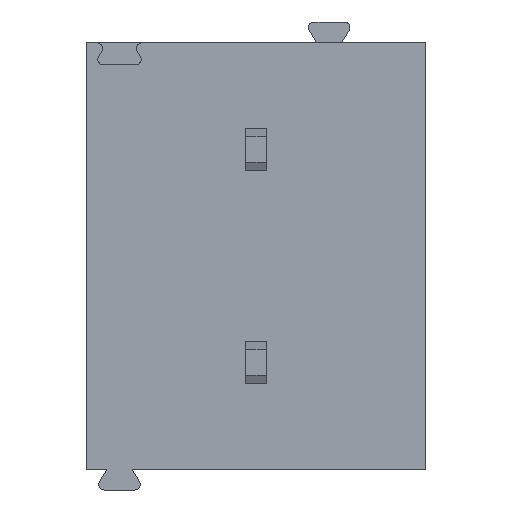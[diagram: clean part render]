
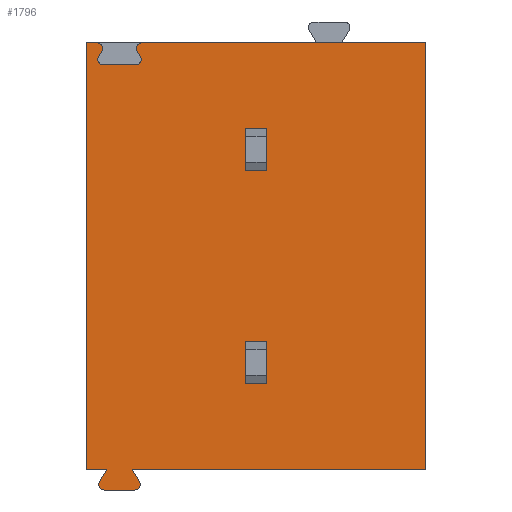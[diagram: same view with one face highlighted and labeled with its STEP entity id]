
A CAD part, front view. The second image highlights one B-rep face of the part: STEP entity #1796.
In plain terms, the highlighted planar face has unit normal (0, -1, 0).
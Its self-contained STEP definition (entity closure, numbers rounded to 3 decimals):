
#21=DIRECTION('',(1.,0.,0.));
#22=VECTOR('',#21,0.26);
#23=CARTESIAN_POINT('',(-4.05,-5.,7.62));
#24=LINE('',#23,#22);
#80=DIRECTION('',(1.,0.,0.));
#81=VECTOR('',#80,6.77);
#82=CARTESIAN_POINT('',(-2.72,-5.,7.62));
#83=LINE('',#82,#81);
#124=DIRECTION('',(-0.5,0.,0.866));
#125=VECTOR('',#124,0.15);
#126=CARTESIAN_POINT('',(-2.757,-5.,7.295));
#127=LINE('',#126,#125);
#128=CARTESIAN_POINT('',(-2.72,-5.,7.49));
#129=DIRECTION('',(0.,-1.,0.));
#130=DIRECTION('',(0.,0.,1.));
#131=AXIS2_PLACEMENT_3D('',#128,#129,#130);
#133=DIRECTION('',(-0.5,0.,0.866));
#134=VECTOR('',#133,0.352);
#135=CARTESIAN_POINT('',(-2.779,-5.,-2.845));
#136=LINE('',#135,#134);
#137=CARTESIAN_POINT('',(-2.891,-5.,-2.91));
#138=DIRECTION('',(0.,-1.,0.));
#139=DIRECTION('',(0.,0.,-1.));
#140=AXIS2_PLACEMENT_3D('',#137,#138,#139);
#142=DIRECTION('',(1.,0.,0.));
#143=VECTOR('',#142,0.727);
#144=CARTESIAN_POINT('',(-3.619,-5.,-3.04));
#145=LINE('',#144,#143);
#146=CARTESIAN_POINT('',(-3.619,-5.,-2.91));
#147=DIRECTION('',(0.,-1.,0.));
#148=DIRECTION('',(-0.866,0.,0.5));
#149=AXIS2_PLACEMENT_3D('',#146,#147,#148);
#151=DIRECTION('',(-0.5,0.,-0.866));
#152=VECTOR('',#151,0.352);
#153=CARTESIAN_POINT('',(-3.555,-5.,-2.54));
#154=LINE('',#153,#152);
#155=DIRECTION('',(0.,0.,-1.));
#156=VECTOR('',#155,10.16);
#157=CARTESIAN_POINT('',(-4.05,-5.,7.62));
#158=LINE('',#157,#156);
#159=CARTESIAN_POINT('',(-3.79,-5.,7.49));
#160=DIRECTION('',(0.,-1.,0.));
#161=DIRECTION('',(0.866,0.,-0.5));
#162=AXIS2_PLACEMENT_3D('',#159,#160,#161);
#164=DIRECTION('',(-0.5,0.,-0.866));
#165=VECTOR('',#164,0.15);
#166=CARTESIAN_POINT('',(-3.678,-5.,7.425));
#167=LINE('',#166,#165);
#168=CARTESIAN_POINT('',(-3.64,-5.,7.23));
#169=DIRECTION('',(0.,-1.,0.));
#170=DIRECTION('',(-0.866,0.,0.5));
#171=AXIS2_PLACEMENT_3D('',#168,#169,#170);
#173=DIRECTION('',(1.,0.,0.));
#174=VECTOR('',#173,0.77);
#175=CARTESIAN_POINT('',(-3.64,-5.,7.1));
#176=LINE('',#175,#174);
#177=CARTESIAN_POINT('',(-2.87,-5.,7.23));
#178=DIRECTION('',(0.,-1.,0.));
#179=DIRECTION('',(0.,0.,-1.));
#180=AXIS2_PLACEMENT_3D('',#177,#178,#179);
#182=DIRECTION('',(1.,0.,0.));
#183=VECTOR('',#182,0.505);
#184=CARTESIAN_POINT('',(-0.248,-5.,-0.5));
#185=LINE('',#184,#183);
#186=DIRECTION('',(0.,0.,1.));
#187=VECTOR('',#186,1.);
#188=CARTESIAN_POINT('',(0.256,-5.,-0.5));
#189=LINE('',#188,#187);
#190=DIRECTION('',(1.,0.,0.));
#191=VECTOR('',#190,0.505);
#192=CARTESIAN_POINT('',(-0.248,-5.,0.5));
#193=LINE('',#192,#191);
#194=DIRECTION('',(0.,0.,1.));
#195=VECTOR('',#194,1.);
#196=CARTESIAN_POINT('',(-0.248,-5.,-0.5));
#197=LINE('',#196,#195);
#198=DIRECTION('',(1.,0.,0.));
#199=VECTOR('',#198,0.505);
#200=CARTESIAN_POINT('',(-0.248,-5.,4.58));
#201=LINE('',#200,#199);
#202=DIRECTION('',(0.,0.,1.));
#203=VECTOR('',#202,1.);
#204=CARTESIAN_POINT('',(0.256,-5.,4.58));
#205=LINE('',#204,#203);
#206=DIRECTION('',(1.,0.,0.));
#207=VECTOR('',#206,0.505);
#208=CARTESIAN_POINT('',(-0.248,-5.,5.58));
#209=LINE('',#208,#207);
#210=DIRECTION('',(0.,0.,1.));
#211=VECTOR('',#210,1.);
#212=CARTESIAN_POINT('',(-0.248,-5.,4.58));
#213=LINE('',#212,#211);
#234=DIRECTION('',(0.,0.,-1.));
#235=VECTOR('',#234,10.16);
#236=CARTESIAN_POINT('',(4.05,-5.,7.62));
#237=LINE('',#236,#235);
#374=DIRECTION('',(1.,0.,0.));
#375=VECTOR('',#374,7.005);
#376=CARTESIAN_POINT('',(-2.955,-5.,-2.54));
#377=LINE('',#376,#375);
#417=DIRECTION('',(1.,0.,0.));
#418=VECTOR('',#417,0.495);
#419=CARTESIAN_POINT('',(-4.05,-5.,-2.54));
#420=LINE('',#419,#418);
#1311=CARTESIAN_POINT('',(-4.05,-5.,7.62));
#1312=VERTEX_POINT('',#1311);
#1313=CARTESIAN_POINT('',(4.05,-5.,7.62));
#1314=VERTEX_POINT('',#1313);
#1331=CARTESIAN_POINT('',(-4.05,-5.,-2.54));
#1332=VERTEX_POINT('',#1331);
#1333=CARTESIAN_POINT('',(4.05,-5.,-2.54));
#1334=VERTEX_POINT('',#1333);
#1335=CARTESIAN_POINT('',(-2.891,-5.,-3.04));
#1336=CARTESIAN_POINT('',(-2.779,-5.,-2.845));
#1337=VERTEX_POINT('',#1335);
#1338=VERTEX_POINT('',#1336);
#1339=CARTESIAN_POINT('',(-3.731,-5.,-2.845));
#1340=CARTESIAN_POINT('',(-3.619,-5.,-3.04));
#1341=VERTEX_POINT('',#1339);
#1342=VERTEX_POINT('',#1340);
#1355=CARTESIAN_POINT('',(-2.955,-5.,-2.54));
#1356=VERTEX_POINT('',#1355);
#1357=CARTESIAN_POINT('',(-3.555,-5.,-2.54));
#1358=VERTEX_POINT('',#1357);
#1399=CARTESIAN_POINT('',(-2.72,-5.,7.62));
#1400=VERTEX_POINT('',#1399);
#1401=CARTESIAN_POINT('',(-3.79,-5.,7.62));
#1402=VERTEX_POINT('',#1401);
#1403=CARTESIAN_POINT('',(-2.757,-5.,7.295));
#1404=CARTESIAN_POINT('',(-2.832,-5.,7.425));
#1405=VERTEX_POINT('',#1403);
#1406=VERTEX_POINT('',#1404);
#1407=CARTESIAN_POINT('',(-3.678,-5.,7.425));
#1408=VERTEX_POINT('',#1407);
#1409=CARTESIAN_POINT('',(-3.753,-5.,7.295));
#1410=VERTEX_POINT('',#1409);
#1411=CARTESIAN_POINT('',(-3.64,-5.,7.1));
#1412=VERTEX_POINT('',#1411);
#1413=CARTESIAN_POINT('',(-2.87,-5.,7.1));
#1414=VERTEX_POINT('',#1413);
#1475=CARTESIAN_POINT('',(-0.248,-5.,-0.5));
#1476=CARTESIAN_POINT('',(0.256,-5.,-0.5));
#1477=VERTEX_POINT('',#1475);
#1478=VERTEX_POINT('',#1476);
#1479=CARTESIAN_POINT('',(-0.248,-5.,0.5));
#1480=CARTESIAN_POINT('',(0.256,-5.,0.5));
#1481=VERTEX_POINT('',#1479);
#1482=VERTEX_POINT('',#1480);
#1595=CARTESIAN_POINT('',(-0.248,-5.,4.58));
#1596=VERTEX_POINT('',#1595);
#1597=CARTESIAN_POINT('',(0.256,-5.,4.58));
#1598=VERTEX_POINT('',#1597);
#1599=CARTESIAN_POINT('',(-0.248,-5.,5.58));
#1600=VERTEX_POINT('',#1599);
#1601=CARTESIAN_POINT('',(0.256,-5.,5.58));
#1602=VERTEX_POINT('',#1601);
#1736=CARTESIAN_POINT('',(-4.05,-5.,7.62));
#1737=DIRECTION('',(0.,-1.,0.));
#1738=DIRECTION('',(1.,0.,0.));
#1739=AXIS2_PLACEMENT_3D('',#1736,#1737,#1738);
#1740=PLANE('',#1739);
#1742=ORIENTED_EDGE('',*,*,#1741,.T.);
#1743=ORIENTED_EDGE('',*,*,#1728,.F.);
#1744=ORIENTED_EDGE('',*,*,#1692,.T.);
#1746=ORIENTED_EDGE('',*,*,#1745,.T.);
#1748=ORIENTED_EDGE('',*,*,#1747,.F.);
#1750=ORIENTED_EDGE('',*,*,#1749,.F.);
#1752=ORIENTED_EDGE('',*,*,#1751,.F.);
#1754=ORIENTED_EDGE('',*,*,#1753,.F.);
#1756=ORIENTED_EDGE('',*,*,#1755,.F.);
#1758=ORIENTED_EDGE('',*,*,#1757,.F.);
#1760=ORIENTED_EDGE('',*,*,#1759,.F.);
#1762=ORIENTED_EDGE('',*,*,#1761,.F.);
#1763=ORIENTED_EDGE('',*,*,#1664,.T.);
#1765=ORIENTED_EDGE('',*,*,#1764,.F.);
#1767=ORIENTED_EDGE('',*,*,#1766,.T.);
#1769=ORIENTED_EDGE('',*,*,#1768,.T.);
#1771=ORIENTED_EDGE('',*,*,#1770,.T.);
#1773=ORIENTED_EDGE('',*,*,#1772,.T.);
#1774=EDGE_LOOP('',(#1742,#1743,#1744,#1746,#1748,#1750,#1752,#1754,#1756,#1758,
#1760,#1762,#1763,#1765,#1767,#1769,#1771,#1773));
#1775=FACE_OUTER_BOUND('',#1774,.F.);
#1777=ORIENTED_EDGE('',*,*,#1776,.T.);
#1779=ORIENTED_EDGE('',*,*,#1778,.T.);
#1781=ORIENTED_EDGE('',*,*,#1780,.F.);
#1783=ORIENTED_EDGE('',*,*,#1782,.F.);
#1784=EDGE_LOOP('',(#1777,#1779,#1781,#1783));
#1785=FACE_BOUND('',#1784,.F.);
#1787=ORIENTED_EDGE('',*,*,#1786,.T.);
#1789=ORIENTED_EDGE('',*,*,#1788,.T.);
#1791=ORIENTED_EDGE('',*,*,#1790,.F.);
#1793=ORIENTED_EDGE('',*,*,#1792,.F.);
#1794=EDGE_LOOP('',(#1787,#1789,#1791,#1793));
#1795=FACE_BOUND('',#1794,.F.);
#132=CIRCLE('',#131,0.13);
#141=CIRCLE('',#140,0.13);
#150=CIRCLE('',#149,0.13);
#163=CIRCLE('',#162,0.13);
#172=CIRCLE('',#171,0.13);
#181=CIRCLE('',#180,0.13);
#1664=EDGE_CURVE('',#1312,#1402,#24,.T.);
#1692=EDGE_CURVE('',#1400,#1314,#83,.T.);
#1728=EDGE_CURVE('',#1400,#1406,#132,.T.);
#1741=EDGE_CURVE('',#1405,#1406,#127,.T.);
#1745=EDGE_CURVE('',#1314,#1334,#237,.T.);
#1747=EDGE_CURVE('',#1356,#1334,#377,.T.);
#1749=EDGE_CURVE('',#1338,#1356,#136,.T.);
#1751=EDGE_CURVE('',#1337,#1338,#141,.T.);
#1753=EDGE_CURVE('',#1342,#1337,#145,.T.);
#1755=EDGE_CURVE('',#1341,#1342,#150,.T.);
#1757=EDGE_CURVE('',#1358,#1341,#154,.T.);
#1759=EDGE_CURVE('',#1332,#1358,#420,.T.);
#1761=EDGE_CURVE('',#1312,#1332,#158,.T.);
#1764=EDGE_CURVE('',#1408,#1402,#163,.T.);
#1766=EDGE_CURVE('',#1408,#1410,#167,.T.);
#1768=EDGE_CURVE('',#1410,#1412,#172,.T.);
#1770=EDGE_CURVE('',#1412,#1414,#176,.T.);
#1772=EDGE_CURVE('',#1414,#1405,#181,.T.);
#1776=EDGE_CURVE('',#1477,#1478,#185,.T.);
#1778=EDGE_CURVE('',#1478,#1482,#189,.T.);
#1780=EDGE_CURVE('',#1481,#1482,#193,.T.);
#1782=EDGE_CURVE('',#1477,#1481,#197,.T.);
#1786=EDGE_CURVE('',#1596,#1598,#201,.T.);
#1788=EDGE_CURVE('',#1598,#1602,#205,.T.);
#1790=EDGE_CURVE('',#1600,#1602,#209,.T.);
#1792=EDGE_CURVE('',#1596,#1600,#213,.T.);
#1796=ADVANCED_FACE('',(#1775,#1785,#1795),#1740,.T.);
